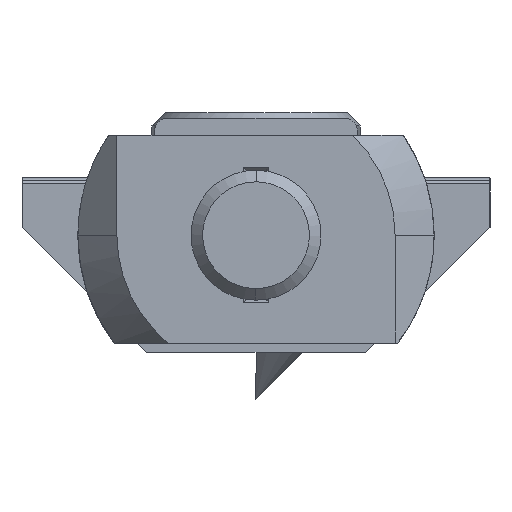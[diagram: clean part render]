
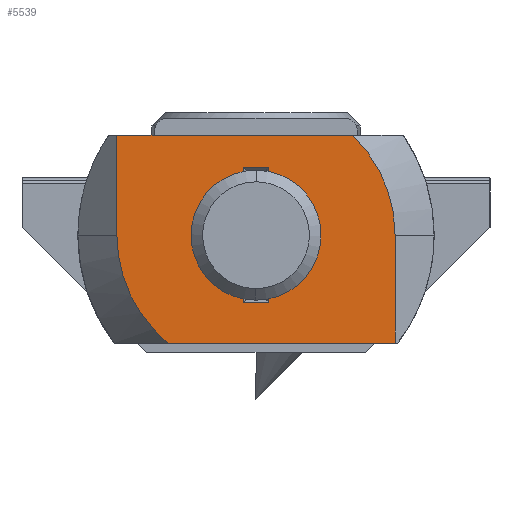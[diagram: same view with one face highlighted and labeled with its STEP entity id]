
A CAD part, front view. The second image highlights one B-rep face of the part: STEP entity #5539.
In plain terms, the highlighted face is planar.
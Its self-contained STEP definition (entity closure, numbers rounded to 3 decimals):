
#3 = VECTOR ( 'NONE', #10090, 1000. ) ;
#23 = CARTESIAN_POINT ( 'NONE',  ( -6.066, 2.6, 0.9 ) ) ;
#183 = EDGE_CURVE ( 'NONE', #14701, #1739, #12650, .T. ) ;
#339 = CARTESIAN_POINT ( 'NONE',  ( 0.5, 1.936, 0.9 ) ) ;
#610 = LINE ( 'NONE', #4886, #1555 ) ;
#659 = EDGE_CURVE ( 'NONE', #3598, #3815, #12605, .T. ) ;
#761 = EDGE_CURVE ( 'NONE', #12800, #3598, #15901, .T. ) ;
#789 = CARTESIAN_POINT ( 'NONE',  ( -0.5, -4.15, 0.9 ) ) ;
#859 = CARTESIAN_POINT ( 'NONE',  ( 0.5, -1.936, 0.9 ) ) ;
#881 = VERTEX_POINT ( 'NONE', #2776 ) ;
#930 = DIRECTION ( 'NONE',  ( 0., 1., 0. ) ) ;
#1050 = ORIENTED_EDGE ( 'NONE', *, *, #659, .F. ) ;
#1101 = CIRCLE ( 'NONE', #16218, 2. ) ;
#1160 = EDGE_CURVE ( 'NONE', #2174, #14701, #15035, .T. ) ;
#1229 = VERTEX_POINT ( 'NONE', #12473 ) ;
#1362 = EDGE_CURVE ( 'NONE', #1739, #12800, #15806, .T. ) ;
#1486 = FACE_BOUND ( 'NONE', #16056, .T. ) ;
#1555 = VECTOR ( 'NONE', #4340, 1000. ) ;
#1569 = EDGE_CURVE ( 'NONE', #16858, #881, #2135, .T. ) ;
#1739 = VERTEX_POINT ( 'NONE', #10119 ) ;
#1794 = VECTOR ( 'NONE', #2457, 1000. ) ;
#1865 = LINE ( 'NONE', #23, #6050 ) ;
#2133 = DIRECTION ( 'NONE',  ( 1., 0., 0. ) ) ;
#2135 = LINE ( 'NONE', #5586, #5306 ) ;
#2174 = VERTEX_POINT ( 'NONE', #12712 ) ;
#2186 = DIRECTION ( 'NONE',  ( 0., 0., 1. ) ) ;
#2201 = CARTESIAN_POINT ( 'NONE',  ( -6.066, -4.15, 0.9 ) ) ;
#2266 = DIRECTION ( 'NONE',  ( 1., 0., 0. ) ) ;
#2270 = CARTESIAN_POINT ( 'NONE',  ( -5.35, -4.15, 0.9 ) ) ;
#2276 = VECTOR ( 'NONE', #3578, 1000. ) ;
#2457 = DIRECTION ( 'NONE',  ( 0., -1., 0. ) ) ;
#2463 = EDGE_CURVE ( 'NONE', #14640, #5902, #610, .T. ) ;
#2546 = PLANE ( 'NONE',  #14451 ) ;
#2776 = CARTESIAN_POINT ( 'NONE',  ( 0.5, -2.6, 0.9 ) ) ;
#2942 = AXIS2_PLACEMENT_3D ( 'NONE', #5652, #5642, #5622 ) ;
#3040 = EDGE_CURVE ( 'NONE', #1229, #6512, #7587, .T. ) ;
#3370 = EDGE_CURVE ( 'NONE', #881, #14640, #8278, .T. ) ;
#3578 = DIRECTION ( 'NONE',  ( 1., 0., 0. ) ) ;
#3598 = VERTEX_POINT ( 'NONE', #10944 ) ;
#3639 = CARTESIAN_POINT ( 'NONE',  ( -6.066, -4.15, 0.9 ) ) ;
#3687 = CARTESIAN_POINT ( 'NONE',  ( -0.5, 2.6, 0.9 ) ) ;
#3744 = LINE ( 'NONE', #14330, #12355 ) ;
#3815 = VERTEX_POINT ( 'NONE', #4655 ) ;
#3836 = AXIS2_PLACEMENT_3D ( 'NONE', #8245, #8202, #8190 ) ;
#3863 = EDGE_CURVE ( 'NONE', #6715, #13659, #8438, .T. ) ;
#4106 = EDGE_CURVE ( 'NONE', #5902, #14502, #4224, .T. ) ;
#4121 = EDGE_CURVE ( 'NONE', #3815, #2174, #3744, .T. ) ;
#4224 = CIRCLE ( 'NONE', #13887, 2. ) ;
#4340 = DIRECTION ( 'NONE',  ( 0., 1., 0. ) ) ;
#4347 = EDGE_CURVE ( 'NONE', #14502, #1229, #9588, .T. ) ;
#4655 = CARTESIAN_POINT ( 'NONE',  ( 5.35, 3.85, 0.9 ) ) ;
#4789 = EDGE_CURVE ( 'NONE', #6512, #6715, #1865, .T. ) ;
#4830 = AXIS2_PLACEMENT_3D ( 'NONE', #13731, #13627, #13578 ) ;
#4886 = CARTESIAN_POINT ( 'NONE',  ( -0.5, -4.15, 0.9 ) ) ;
#5257 = ORIENTED_EDGE ( 'NONE', *, *, #11392, .F. ) ;
#5306 = VECTOR ( 'NONE', #6885, 1000. ) ;
#5539 = ADVANCED_FACE ( 'NONE', ( #1486, #5876 ), #2546, .F. ) ;
#5586 = CARTESIAN_POINT ( 'NONE',  ( 0.5, -4.15, 0.9 ) ) ;
#5622 = DIRECTION ( 'NONE',  ( 1., 0., 0. ) ) ;
#5642 = DIRECTION ( 'NONE',  ( 0., 0., 1. ) ) ;
#5652 = CARTESIAN_POINT ( 'NONE',  ( 0., 0., 0.9 ) ) ;
#5779 = ORIENTED_EDGE ( 'NONE', *, *, #2463, .F. ) ;
#5863 = VECTOR ( 'NONE', #8491, 1000. ) ;
#5876 = FACE_OUTER_BOUND ( 'NONE', #9861, .T. ) ;
#5902 = VERTEX_POINT ( 'NONE', #13790 ) ;
#6050 = VECTOR ( 'NONE', #2266, 1000. ) ;
#6512 = VERTEX_POINT ( 'NONE', #3687 ) ;
#6535 = ORIENTED_EDGE ( 'NONE', *, *, #4789, .F. ) ;
#6715 = VERTEX_POINT ( 'NONE', #12934 ) ;
#6885 = DIRECTION ( 'NONE',  ( 0., -1., 0. ) ) ;
#6931 = ORIENTED_EDGE ( 'NONE', *, *, #3863, .F. ) ;
#7048 = CARTESIAN_POINT ( 'NONE',  ( 0.5, -4.15, 0.9 ) ) ;
#7121 = CARTESIAN_POINT ( 'NONE',  ( 2., 0., 0.9 ) ) ;
#7481 = CIRCLE ( 'NONE', #10809, 2. ) ;
#7587 = LINE ( 'NONE', #789, #8369 ) ;
#8190 = DIRECTION ( 'NONE',  ( 1., 0., 0. ) ) ;
#8202 = DIRECTION ( 'NONE',  ( 0., 0., -1. ) ) ;
#8245 = CARTESIAN_POINT ( 'NONE',  ( 0., 0., 0.9 ) ) ;
#8278 = LINE ( 'NONE', #16795, #3 ) ;
#8369 = VECTOR ( 'NONE', #930, 1000. ) ;
#8438 = LINE ( 'NONE', #7048, #5863 ) ;
#8491 = DIRECTION ( 'NONE',  ( 0., -1., 0. ) ) ;
#8518 = ORIENTED_EDGE ( 'NONE', *, *, #4121, .F. ) ;
#9025 = ORIENTED_EDGE ( 'NONE', *, *, #14562, .F. ) ;
#9082 = DIRECTION ( 'NONE',  ( 1., 0., 0. ) ) ;
#9084 = CARTESIAN_POINT ( 'NONE',  ( -5.35, 0., 0.9 ) ) ;
#9130 = DIRECTION ( 'NONE',  ( 0., 0., -1. ) ) ;
#9192 = CARTESIAN_POINT ( 'NONE',  ( 0., 0., 0.9 ) ) ;
#9493 = CARTESIAN_POINT ( 'NONE',  ( 3.376, -4.15, 0.9 ) ) ;
#9575 = ORIENTED_EDGE ( 'NONE', *, *, #4106, .F. ) ;
#9588 = CIRCLE ( 'NONE', #3836, 2. ) ;
#9714 = DIRECTION ( 'NONE',  ( 0., 1., 0. ) ) ;
#9765 = CARTESIAN_POINT ( 'NONE',  ( -0.5, -2.6, 0.9 ) ) ;
#9861 = EDGE_LOOP ( 'NONE', ( #16925, #16621, #10837, #8518, #1050, #16589 ) ) ;
#9903 = DIRECTION ( 'NONE',  ( 1., 0., 0. ) ) ;
#9917 = DIRECTION ( 'NONE',  ( 0., 0., -1. ) ) ;
#9924 = CARTESIAN_POINT ( 'NONE',  ( 0., 0., 0.9 ) ) ;
#10090 = DIRECTION ( 'NONE',  ( -1., 0., 0. ) ) ;
#10119 = CARTESIAN_POINT ( 'NONE',  ( -5.35, -4.15, 0.9 ) ) ;
#10171 = CARTESIAN_POINT ( 'NONE',  ( 5.35, -4.15, 0.9 ) ) ;
#10403 = CARTESIAN_POINT ( 'NONE',  ( -2., 0., 0.9 ) ) ;
#10473 = ORIENTED_EDGE ( 'NONE', *, *, #4347, .F. ) ;
#10809 = AXIS2_PLACEMENT_3D ( 'NONE', #9924, #9917, #9903 ) ;
#10837 = ORIENTED_EDGE ( 'NONE', *, *, #1160, .F. ) ;
#10944 = CARTESIAN_POINT ( 'NONE',  ( 5.35, 0., 0.9 ) ) ;
#11392 = EDGE_CURVE ( 'NONE', #11540, #16858, #1101, .T. ) ;
#11540 = VERTEX_POINT ( 'NONE', #7121 ) ;
#12355 = VECTOR ( 'NONE', #13283, 1000. ) ;
#12473 = CARTESIAN_POINT ( 'NONE',  ( -0.5, 1.936, 0.9 ) ) ;
#12605 = LINE ( 'NONE', #10171, #16096 ) ;
#12650 = LINE ( 'NONE', #2270, #1794 ) ;
#12712 = CARTESIAN_POINT ( 'NONE',  ( -3.715, 3.85, 0.9 ) ) ;
#12800 = VERTEX_POINT ( 'NONE', #9493 ) ;
#12934 = CARTESIAN_POINT ( 'NONE',  ( 0.5, 2.6, 0.9 ) ) ;
#13283 = DIRECTION ( 'NONE',  ( -1., 0., 0. ) ) ;
#13578 = DIRECTION ( 'NONE',  ( 1., 0., 0. ) ) ;
#13627 = DIRECTION ( 'NONE',  ( 0., 0., 1. ) ) ;
#13659 = VERTEX_POINT ( 'NONE', #339 ) ;
#13731 = CARTESIAN_POINT ( 'NONE',  ( 0., 0., 0.9 ) ) ;
#13790 = CARTESIAN_POINT ( 'NONE',  ( -0.5, -1.936, 0.9 ) ) ;
#13887 = AXIS2_PLACEMENT_3D ( 'NONE', #14277, #14251, #14221 ) ;
#14221 = DIRECTION ( 'NONE',  ( 1., 0., 0. ) ) ;
#14251 = DIRECTION ( 'NONE',  ( 0., 0., -1. ) ) ;
#14277 = CARTESIAN_POINT ( 'NONE',  ( 0., 0., 0.9 ) ) ;
#14330 = CARTESIAN_POINT ( 'NONE',  ( -6.066, 3.85, 0.9 ) ) ;
#14451 = AXIS2_PLACEMENT_3D ( 'NONE', #2201, #2186, #2133 ) ;
#14502 = VERTEX_POINT ( 'NONE', #10403 ) ;
#14562 = EDGE_CURVE ( 'NONE', #13659, #11540, #7481, .T. ) ;
#14640 = VERTEX_POINT ( 'NONE', #9765 ) ;
#14701 = VERTEX_POINT ( 'NONE', #9084 ) ;
#14952 = ORIENTED_EDGE ( 'NONE', *, *, #3370, .F. ) ;
#15035 = CIRCLE ( 'NONE', #4830, 5.35 ) ;
#15568 = ORIENTED_EDGE ( 'NONE', *, *, #3040, .F. ) ;
#15806 = LINE ( 'NONE', #3639, #2276 ) ;
#15901 = CIRCLE ( 'NONE', #2942, 5.35 ) ;
#16056 = EDGE_LOOP ( 'NONE', ( #6931, #6535, #15568, #10473, #9575, #5779, #14952, #16596, #5257, #9025 ) ) ;
#16096 = VECTOR ( 'NONE', #9714, 1000. ) ;
#16218 = AXIS2_PLACEMENT_3D ( 'NONE', #9192, #9130, #9082 ) ;
#16589 = ORIENTED_EDGE ( 'NONE', *, *, #761, .F. ) ;
#16596 = ORIENTED_EDGE ( 'NONE', *, *, #1569, .F. ) ;
#16621 = ORIENTED_EDGE ( 'NONE', *, *, #183, .F. ) ;
#16795 = CARTESIAN_POINT ( 'NONE',  ( -6.066, -2.6, 0.9 ) ) ;
#16858 = VERTEX_POINT ( 'NONE', #859 ) ;
#16925 = ORIENTED_EDGE ( 'NONE', *, *, #1362, .F. ) ;
